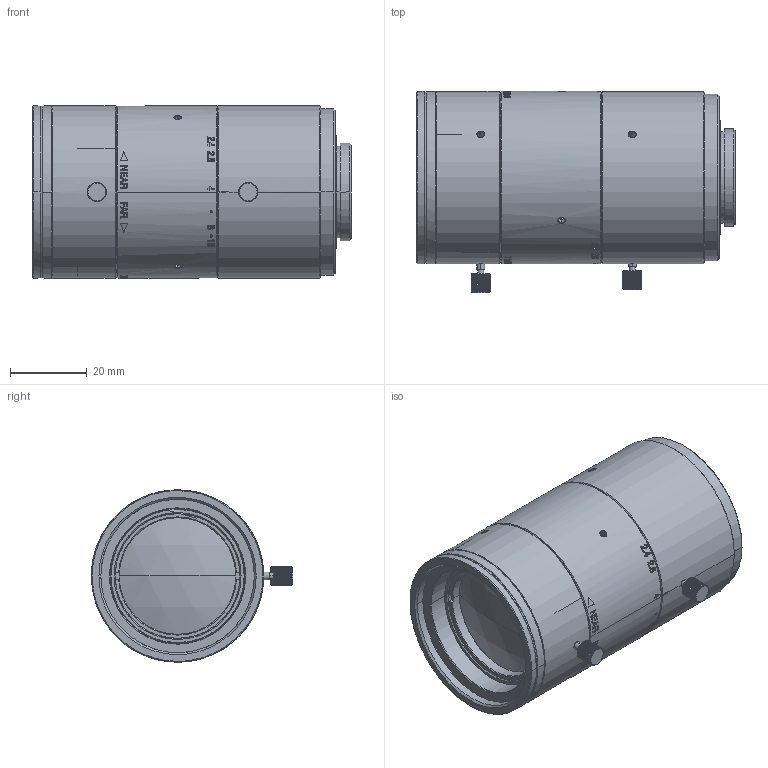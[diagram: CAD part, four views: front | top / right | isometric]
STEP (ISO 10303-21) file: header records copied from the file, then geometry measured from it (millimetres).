
FILE_DESCRIPTION (( 'STEP AP203' ), '1' );
FILE_NAME ('600136.step', '2025-04-14T08:42:26', ( 'MSI' ), ( '' ), 'SwSTEP 2.0', 'SolidWorks 2020', '' );
FILE_SCHEMA (( 'CONFIG_CONTROL_DESIGN' ));
Length unit declared in the file: millimetre
Products named in the file (1): 600136
Bounding box: 83.38 x 52.55 x 45 mm (x, y, z)
Surface area: 67277.4 mm2 (no closed solid volume)
Topology: 0 solids, 32 shells, 1868 faces, 4902 edges, 3170 vertices
Faces by surface type: plane 604, bspline 549, cylinder 439, cone 256, torus 12, sphere 8
Entity records: 94703 total; most frequent: CARTESIAN_POINT 54564, ORIENTED_EDGE 9696, DIRECTION 5923, EDGE_CURVE 4882, VERTEX_POINT 3169, B_SPLINE_CURVE_WITH_KNOTS 2590, AXIS2_PLACEMENT_3D 2311, EDGE_LOOP 2059
